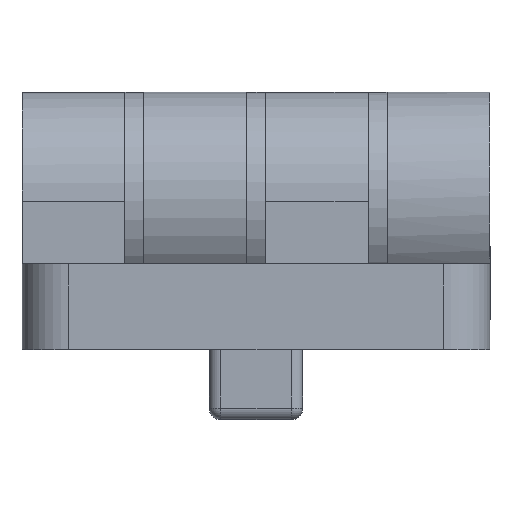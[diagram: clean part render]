
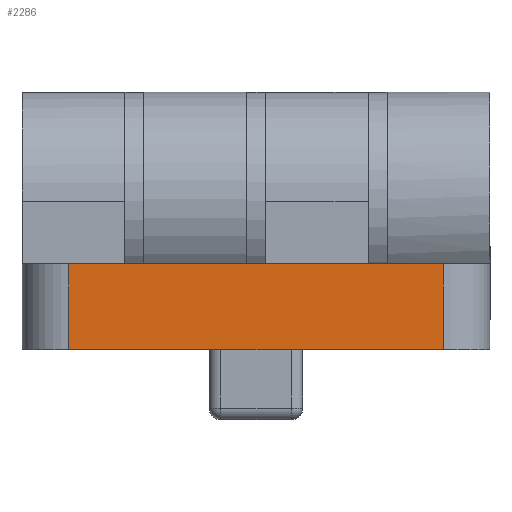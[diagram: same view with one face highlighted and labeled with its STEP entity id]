
A CAD part, left-side view. The second image highlights one B-rep face of the part: STEP entity #2286.
In plain terms, the highlighted planar face has unit normal (-1, 0, 0).
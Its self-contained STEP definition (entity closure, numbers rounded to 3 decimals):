
#103=PLANE($,#2550);
#259=LINE($,#3868,#435);
#274=LINE($,#3922,#450);
#275=LINE($,#3925,#451);
#276=LINE($,#3926,#452);
#435=VECTOR($,#3146,24.);
#450=VECTOR($,#3187,5.5);
#451=VECTOR($,#3190,24.);
#452=VECTOR($,#3191,5.5);
#649=FACE_OUTER_BOUND($,#815,.T.);
#815=EDGE_LOOP($,(#2011,#2012,#2013,#2014));
#1164=VERTEX_POINT($,#3865);
#1165=VERTEX_POINT($,#3867);
#1181=VERTEX_POINT($,#3920);
#1182=VERTEX_POINT($,#3924);
#1453=EDGE_CURVE($,#1165,#1164,#259,.T.);
#1478=EDGE_CURVE($,#1181,#1164,#274,.T.);
#1479=EDGE_CURVE($,#1181,#1182,#275,.T.);
#1480=EDGE_CURVE($,#1165,#1182,#276,.T.);
#2011=ORIENTED_EDGE($,*,*,#1478,.F.);
#2012=ORIENTED_EDGE($,*,*,#1479,.T.);
#2013=ORIENTED_EDGE($,*,*,#1480,.F.);
#2014=ORIENTED_EDGE($,*,*,#1453,.T.);
#2286=ADVANCED_FACE($,(#649),#103,.T.);
#2550=AXIS2_PLACEMENT_3D($,#3923,#3188,#3189);
#3146=DIRECTION($,(0.,-1.,0.));
#3187=DIRECTION($,(0.,0.,-1.));
#3188=DIRECTION('center_axis',(-1.,0.,0.));
#3189=DIRECTION('ref_axis',(0.,0.,1.));
#3190=DIRECTION($,(0.,1.,0.));
#3191=DIRECTION($,(0.,0.,1.));
#3865=CARTESIAN_POINT('',(-30.,-12.,-9.5));
#3867=CARTESIAN_POINT('',(-30.,12.,-9.5));
#3868=CARTESIAN_POINT($,(-30.,12.,-9.5));
#3920=CARTESIAN_POINT('',(-30.,-12.,-4.));
#3922=CARTESIAN_POINT($,(-30.,-12.,-4.));
#3923=CARTESIAN_POINT('Origin',(-30.,-15.,-14.));
#3924=CARTESIAN_POINT('',(-30.,12.,-4.));
#3925=CARTESIAN_POINT($,(-30.,-12.,-4.));
#3926=CARTESIAN_POINT($,(-30.,12.,-9.5));
